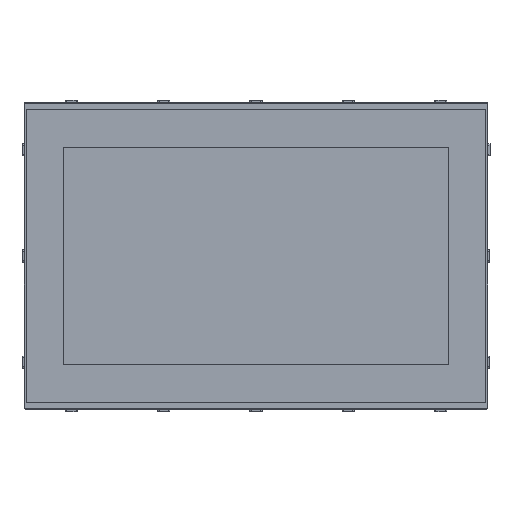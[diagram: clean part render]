
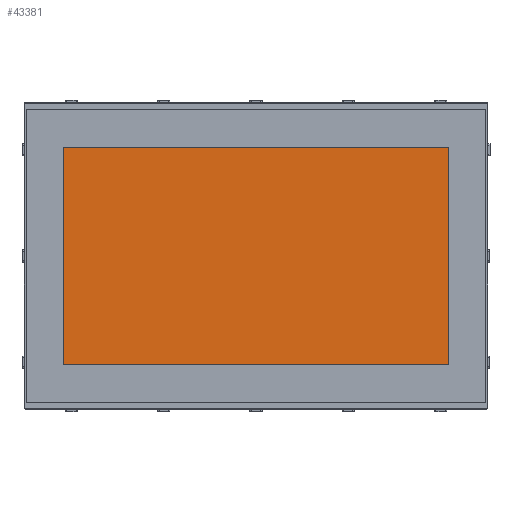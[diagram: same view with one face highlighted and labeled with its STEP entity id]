
A CAD part, top view. The second image highlights one B-rep face of the part: STEP entity #43381.
In plain terms, the highlighted face is planar.
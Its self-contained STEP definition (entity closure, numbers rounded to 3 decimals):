
#2710=FACE_OUTER_BOUND('',#5067,.T.);
#5067=EDGE_LOOP('',(#29432,#29433,#29434,#29435));
#8247=LINE('',#60363,#13069);
#8248=LINE('',#60365,#13070);
#8249=LINE('',#60367,#13071);
#8250=LINE('',#60368,#13072);
#13069=VECTOR('',#50325,10.);
#13070=VECTOR('',#50326,10.);
#13071=VECTOR('',#50327,10.);
#13072=VECTOR('',#50328,10.);
#17596=VERTEX_POINT('',#60361);
#17597=VERTEX_POINT('',#60362);
#17598=VERTEX_POINT('',#60364);
#17599=VERTEX_POINT('',#60366);
#22034=EDGE_CURVE('',#17596,#17597,#8247,.T.);
#22035=EDGE_CURVE('',#17597,#17598,#8248,.T.);
#22036=EDGE_CURVE('',#17598,#17599,#8249,.T.);
#22037=EDGE_CURVE('',#17599,#17596,#8250,.T.);
#29432=ORIENTED_EDGE('',*,*,#22034,.F.);
#29433=ORIENTED_EDGE('',*,*,#22037,.F.);
#29434=ORIENTED_EDGE('',*,*,#22036,.F.);
#29435=ORIENTED_EDGE('',*,*,#22035,.F.);
#39339=PLANE('',#46012);
#43381=ADVANCED_FACE('',(#2710),#39339,.T.);
#46012=AXIS2_PLACEMENT_3D('',#60370,#50331,#50332);
#50325=DIRECTION('',(0.,1.,0.));
#50326=DIRECTION('',(-1.,0.,0.));
#50327=DIRECTION('',(0.,-1.,0.));
#50328=DIRECTION('',(1.,0.,0.));
#50331=DIRECTION('center_axis',(0.,0.,
-1.));
#50332=DIRECTION('ref_axis',(1.,0.,0.));
#60361=CARTESIAN_POINT('',(231.7,-188.7,-41.));
#60362=CARTESIAN_POINT('',(231.7,42.7,-41.));
#60363=CARTESIAN_POINT('',(231.7,-130.85,-41.));
#60364=CARTESIAN_POINT('',(-178.7,42.7,-41.));
#60365=CARTESIAN_POINT('',(129.1,42.7,-41.));
#60366=CARTESIAN_POINT('',(-178.7,-188.7,-41.));
#60367=CARTESIAN_POINT('',(-178.7,-15.15,-41.));
#60368=CARTESIAN_POINT('',(-76.1,-188.7,-41.));
#60370=CARTESIAN_POINT('Origin',(26.5,-73.,-41.));
